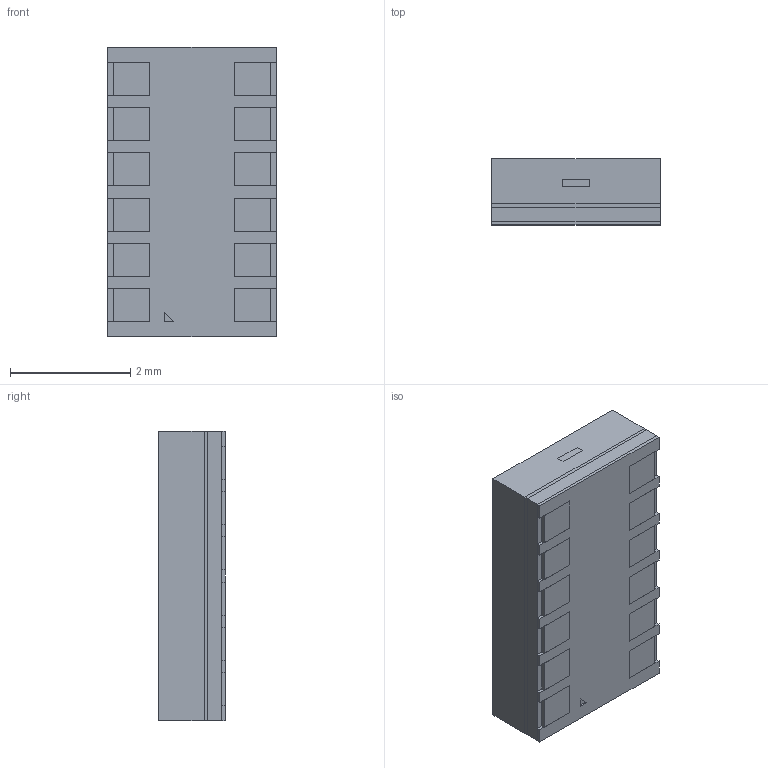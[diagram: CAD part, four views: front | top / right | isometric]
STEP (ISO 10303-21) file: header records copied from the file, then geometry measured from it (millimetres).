
FILE_DESCRIPTION (( 'STEP AP214' ), '1' );
FILE_NAME ('VL6180V1NR(slash)1fdfdff.STEP', '2021-04-21T19:25:17', ( '' ), ( '' ), 'SwSTEP 2.0', 'SolidWorks 2017', '' );
FILE_SCHEMA (( 'AUTOMOTIVE_DESIGN' ));
Length unit declared in the file: millimetre
Products named in the file (1): VL6180V1NR(slash)1fdfdff
Bounding box: 2.8 x 1.1 x 4.8 mm (x, y, z)
Volume: 14.7 mm3; surface area: 128.7 mm2
Topology: 22 solids, 22 shells, 210 faces, 468 edges, 310 vertices
Faces by surface type: plane 186, cylinder 16, cone 8
Entity records: 6008 total; most frequent: CARTESIAN_POINT 989, ORIENTED_EDGE 936, DIRECTION 932, EDGE_CURVE 468, LINE 426, VECTOR 426, VERTEX_POINT 310, AXIS2_PLACEMENT_3D 253
